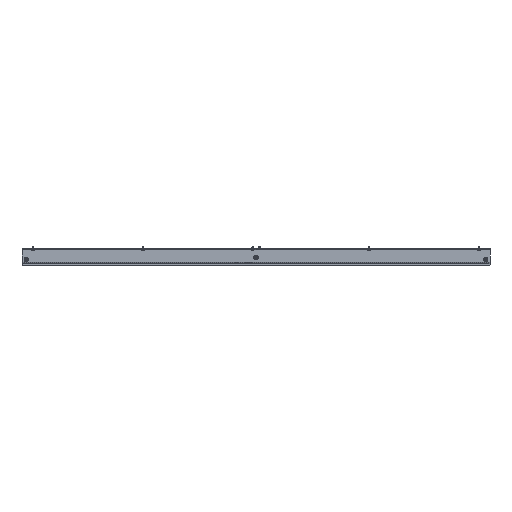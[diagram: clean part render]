
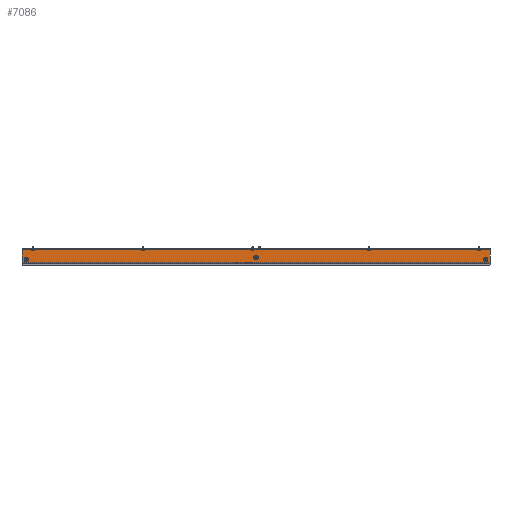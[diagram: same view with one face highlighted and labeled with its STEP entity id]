
A CAD part, left-side view. The second image highlights one B-rep face of the part: STEP entity #7086.
In plain terms, the highlighted planar face has unit normal (-1, 0, 0).
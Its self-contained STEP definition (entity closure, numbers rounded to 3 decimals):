
#33 = CARTESIAN_POINT ( 'NONE',  ( 8., -833.25, -41.76 ) ) ;
#40 = PLANE ( 'NONE',  #774 ) ;
#59 = VERTEX_POINT ( 'NONE', #10146 ) ;
#135 = EDGE_LOOP ( 'NONE', ( #11180, #1734, #5585, #1856 ) ) ;
#153 = CARTESIAN_POINT ( 'NONE',  ( 8., 0.475, -30. ) ) ;
#164 = ORIENTED_EDGE ( 'NONE', *, *, #5309, .T. ) ;
#166 = DIRECTION ( 'NONE',  ( -1., 0., 0. ) ) ;
#367 = EDGE_CURVE ( 'NONE', #553, #7607, #8012, .T. ) ;
#553 = VERTEX_POINT ( 'NONE', #1589 ) ;
#743 = VECTOR ( 'NONE', #7357, 1000. ) ;
#774 = AXIS2_PLACEMENT_3D ( 'NONE', #11366, #166, #5658 ) ;
#1042 = LINE ( 'NONE', #10925, #7017 ) ;
#1175 = VECTOR ( 'NONE', #3900, 1000. ) ;
#1228 = EDGE_CURVE ( 'NONE', #9896, #9117, #8896, .T. ) ;
#1336 = DIRECTION ( 'NONE',  ( 0., 0., -1. ) ) ;
#1589 = CARTESIAN_POINT ( 'NONE',  ( 8., 842.75, -32.26 ) ) ;
#1703 = CARTESIAN_POINT ( 'NONE',  ( 8., -853.5, -50. ) ) ;
#1734 = ORIENTED_EDGE ( 'NONE', *, *, #7726, .F. ) ;
#1809 = VERTEX_POINT ( 'NONE', #33 ) ;
#1816 = CARTESIAN_POINT ( 'NONE',  ( 8., -842.75, -32.26 ) ) ;
#1856 = ORIENTED_EDGE ( 'NONE', *, *, #5680, .F. ) ;
#2014 = VERTEX_POINT ( 'NONE', #153 ) ;
#2047 = CARTESIAN_POINT ( 'NONE',  ( 8., 842.75, -32.26 ) ) ;
#2109 = LINE ( 'NONE', #1816, #2239 ) ;
#2201 = ORIENTED_EDGE ( 'NONE', *, *, #10968, .T. ) ;
#2239 = VECTOR ( 'NONE', #6411, 1000. ) ;
#2257 = FACE_BOUND ( 'NONE', #4174, .T. ) ;
#2531 = FACE_BOUND ( 'NONE', #135, .T. ) ;
#2660 = CARTESIAN_POINT ( 'NONE',  ( 8., 0., -30. ) ) ;
#2698 = DIRECTION ( 'NONE',  ( 0., 0., 1. ) ) ;
#2875 = VECTOR ( 'NONE', #4491, 1000. ) ;
#2904 = AXIS2_PLACEMENT_3D ( 'NONE', #8721, #4962, #6845 ) ;
#3073 = EDGE_CURVE ( 'NONE', #59, #12028, #2109, .T. ) ;
#3084 = EDGE_LOOP ( 'NONE', ( #7452, #164, #6699, #11272 ) ) ;
#3115 = AXIS2_PLACEMENT_3D ( 'NONE', #2660, #9247, #10167 ) ;
#3171 = ORIENTED_EDGE ( 'NONE', *, *, #1228, .T. ) ;
#3228 = DIRECTION ( 'NONE',  ( 0., -1., 0. ) ) ;
#3276 = CARTESIAN_POINT ( 'NONE',  ( 8., 853.5, -2. ) ) ;
#3325 = EDGE_CURVE ( 'NONE', #11488, #2014, #3978, .T. ) ;
#3624 = CARTESIAN_POINT ( 'NONE',  ( 8., 853.5, 0. ) ) ;
#3666 = ORIENTED_EDGE ( 'NONE', *, *, #3325, .T. ) ;
#3748 = EDGE_CURVE ( 'NONE', #2014, #11488, #8827, .T. ) ;
#3900 = DIRECTION ( 'NONE',  ( 0., 0., 1. ) ) ;
#3978 = CIRCLE ( 'NONE', #2904, 0.475 ) ;
#4141 = FACE_BOUND ( 'NONE', #11037, .T. ) ;
#4174 = EDGE_LOOP ( 'NONE', ( #3666, #9677 ) ) ;
#4241 = LINE ( 'NONE', #1703, #5999 ) ;
#4433 = CARTESIAN_POINT ( 'NONE',  ( 8., 833.25, -32.26 ) ) ;
#4491 = DIRECTION ( 'NONE',  ( 0., 1., 0. ) ) ;
#4680 = CARTESIAN_POINT ( 'NONE',  ( 8., 842.75, -41.76 ) ) ;
#4962 = DIRECTION ( 'NONE',  ( 1., 0., 0. ) ) ;
#5112 = CARTESIAN_POINT ( 'NONE',  ( 8., -833.25, -32.26 ) ) ;
#5309 = EDGE_CURVE ( 'NONE', #5720, #9189, #1042, .T. ) ;
#5332 = CARTESIAN_POINT ( 'NONE',  ( 8., -842.75, -32.26 ) ) ;
#5430 = VERTEX_POINT ( 'NONE', #10608 ) ;
#5477 = CARTESIAN_POINT ( 'NONE',  ( 8., -0.475, -30. ) ) ;
#5585 = ORIENTED_EDGE ( 'NONE', *, *, #8055, .F. ) ;
#5658 = DIRECTION ( 'NONE',  ( 0., 0., 1. ) ) ;
#5680 = EDGE_CURVE ( 'NONE', #12028, #6552, #5857, .T. ) ;
#5720 = VERTEX_POINT ( 'NONE', #6432 ) ;
#5732 = DIRECTION ( 'NONE',  ( 0., -1., 0. ) ) ;
#5814 = LINE ( 'NONE', #2047, #1175 ) ;
#5848 = ORIENTED_EDGE ( 'NONE', *, *, #367, .T. ) ;
#5857 = LINE ( 'NONE', #5332, #7628 ) ;
#5946 = VECTOR ( 'NONE', #2698, 1000. ) ;
#5999 = VECTOR ( 'NONE', #7219, 1000. ) ;
#6271 = LINE ( 'NONE', #8524, #11159 ) ;
#6411 = DIRECTION ( 'NONE',  ( 0., 0., 1. ) ) ;
#6432 = CARTESIAN_POINT ( 'NONE',  ( 8., 853.5, -46. ) ) ;
#6552 = VERTEX_POINT ( 'NONE', #6582 ) ;
#6582 = CARTESIAN_POINT ( 'NONE',  ( 8., -833.25, -32.26 ) ) ;
#6699 = ORIENTED_EDGE ( 'NONE', *, *, #8983, .F. ) ;
#6845 = DIRECTION ( 'NONE',  ( 0., -1., 0. ) ) ;
#6847 = VERTEX_POINT ( 'NONE', #3276 ) ;
#7017 = VECTOR ( 'NONE', #11936, 1000. ) ;
#7086 = ADVANCED_FACE ( 'NONE', ( #2531, #9730, #4141, #2257 ), #40, .T. ) ;
#7219 = DIRECTION ( 'NONE',  ( 0., 0., -1. ) ) ;
#7293 = CARTESIAN_POINT ( 'NONE',  ( 8., 842.75, -41.76 ) ) ;
#7357 = DIRECTION ( 'NONE',  ( 0., 0., -1. ) ) ;
#7452 = ORIENTED_EDGE ( 'NONE', *, *, #11475, .F. ) ;
#7607 = VERTEX_POINT ( 'NONE', #9300 ) ;
#7628 = VECTOR ( 'NONE', #10847, 1000. ) ;
#7726 = EDGE_CURVE ( 'NONE', #1809, #59, #10754, .T. ) ;
#7909 = CARTESIAN_POINT ( 'NONE',  ( 8., 833.25, -41.76 ) ) ;
#8012 = LINE ( 'NONE', #8961, #11713 ) ;
#8055 = EDGE_CURVE ( 'NONE', #6552, #1809, #11053, .T. ) ;
#8356 = LINE ( 'NONE', #4433, #743 ) ;
#8524 = CARTESIAN_POINT ( 'NONE',  ( 8., 853.5, -2. ) ) ;
#8548 = CARTESIAN_POINT ( 'NONE',  ( 8., -842.75, -32.26 ) ) ;
#8721 = CARTESIAN_POINT ( 'NONE',  ( 8., 0., -30. ) ) ;
#8787 = ORIENTED_EDGE ( 'NONE', *, *, #10234, .T. ) ;
#8827 = CIRCLE ( 'NONE', #3115, 0.475 ) ;
#8896 = LINE ( 'NONE', #7293, #2875 ) ;
#8961 = CARTESIAN_POINT ( 'NONE',  ( 8., 842.75, -32.26 ) ) ;
#8983 = EDGE_CURVE ( 'NONE', #5430, #9189, #4241, .T. ) ;
#9117 = VERTEX_POINT ( 'NONE', #4680 ) ;
#9139 = VECTOR ( 'NONE', #1336, 1000. ) ;
#9189 = VERTEX_POINT ( 'NONE', #11319 ) ;
#9247 = DIRECTION ( 'NONE',  ( 1., 0., 0. ) ) ;
#9300 = CARTESIAN_POINT ( 'NONE',  ( 8., 833.25, -32.26 ) ) ;
#9677 = ORIENTED_EDGE ( 'NONE', *, *, #3748, .T. ) ;
#9730 = FACE_OUTER_BOUND ( 'NONE', #3084, .T. ) ;
#9896 = VERTEX_POINT ( 'NONE', #7909 ) ;
#9938 = LINE ( 'NONE', #3624, #5946 ) ;
#10027 = VECTOR ( 'NONE', #11437, 1000. ) ;
#10146 = CARTESIAN_POINT ( 'NONE',  ( 8., -842.75, -41.76 ) ) ;
#10167 = DIRECTION ( 'NONE',  ( 0., -1., 0. ) ) ;
#10234 = EDGE_CURVE ( 'NONE', #7607, #9896, #8356, .T. ) ;
#10339 = EDGE_CURVE ( 'NONE', #6847, #5430, #6271, .T. ) ;
#10608 = CARTESIAN_POINT ( 'NONE',  ( 8., -853.5, -2. ) ) ;
#10754 = LINE ( 'NONE', #11357, #10027 ) ;
#10847 = DIRECTION ( 'NONE',  ( 0., 1., 0. ) ) ;
#10925 = CARTESIAN_POINT ( 'NONE',  ( 8., 853.5, -46. ) ) ;
#10968 = EDGE_CURVE ( 'NONE', #9117, #553, #5814, .T. ) ;
#11037 = EDGE_LOOP ( 'NONE', ( #3171, #2201, #5848, #8787 ) ) ;
#11053 = LINE ( 'NONE', #5112, #9139 ) ;
#11159 = VECTOR ( 'NONE', #5732, 1000. ) ;
#11180 = ORIENTED_EDGE ( 'NONE', *, *, #3073, .F. ) ;
#11272 = ORIENTED_EDGE ( 'NONE', *, *, #10339, .F. ) ;
#11319 = CARTESIAN_POINT ( 'NONE',  ( 8., -853.5, -46. ) ) ;
#11357 = CARTESIAN_POINT ( 'NONE',  ( 8., -842.75, -41.76 ) ) ;
#11366 = CARTESIAN_POINT ( 'NONE',  ( 8., -853.5, 0. ) ) ;
#11437 = DIRECTION ( 'NONE',  ( 0., -1., 0. ) ) ;
#11475 = EDGE_CURVE ( 'NONE', #5720, #6847, #9938, .T. ) ;
#11488 = VERTEX_POINT ( 'NONE', #5477 ) ;
#11713 = VECTOR ( 'NONE', #3228, 1000. ) ;
#11936 = DIRECTION ( 'NONE',  ( 0., -1., 0. ) ) ;
#12028 = VERTEX_POINT ( 'NONE', #8548 ) ;
